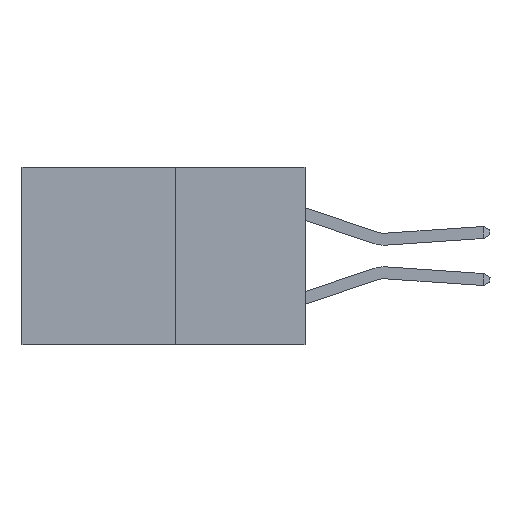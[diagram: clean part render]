
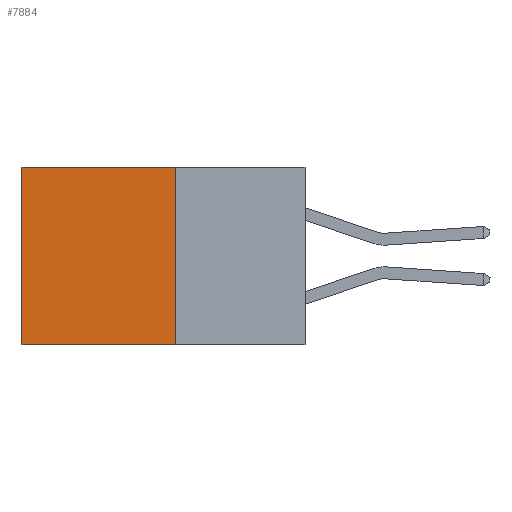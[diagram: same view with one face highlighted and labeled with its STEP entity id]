
A CAD part, left-side view. The second image highlights one B-rep face of the part: STEP entity #7884.
In plain terms, the highlighted planar face has unit normal (-1, 0, 0).
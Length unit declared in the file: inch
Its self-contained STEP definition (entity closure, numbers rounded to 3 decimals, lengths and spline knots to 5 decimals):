
#579 = DIRECTION ( 'NONE',  ( 0., 0., -1. ) ) ;
#808 = VECTOR ( 'NONE', #1585, 39.37008 ) ;
#1585 = DIRECTION ( 'NONE',  ( 0., 0., -1. ) ) ;
#1811 = CARTESIAN_POINT ( 'NONE',  ( 0.277, 0.27, -0.37 ) ) ;
#1827 = ORIENTED_EDGE ( 'NONE', *, *, #8034, .T. ) ;
#2264 = ORIENTED_EDGE ( 'NONE', *, *, #5804, .F. ) ;
#3006 = DIRECTION ( 'NONE',  ( 0., 1., 0. ) ) ;
#3199 = ORIENTED_EDGE ( 'NONE', *, *, #10290, .F. ) ;
#3355 = VECTOR ( 'NONE', #579, 39.37008 ) ;
#3758 = CARTESIAN_POINT ( 'NONE',  ( 0.277, 0.27, 0. ) ) ;
#3777 = LINE ( 'NONE', #8407, #808 ) ;
#3785 = AXIS2_PLACEMENT_3D ( 'NONE', #8392, #7849, #7224 ) ;
#4759 = ORIENTED_EDGE ( 'NONE', *, *, #11379, .T. ) ;
#5804 = EDGE_CURVE ( 'NONE', #11520, #7628, #10813, .T. ) ;
#6559 = CARTESIAN_POINT ( 'NONE',  ( 0.277, 0.27, -0.37 ) ) ;
#7096 = VECTOR ( 'NONE', #3006, 39.37008 ) ;
#7224 = DIRECTION ( 'NONE',  ( 0., 0., -1. ) ) ;
#7535 = CARTESIAN_POINT ( 'NONE',  ( 0.277, 0.59, 0. ) ) ;
#7555 = VERTEX_POINT ( 'NONE', #7535 ) ;
#7628 = VERTEX_POINT ( 'NONE', #10266 ) ;
#7849 = DIRECTION ( 'NONE',  ( 1., 0., 0. ) ) ;
#7884 = ADVANCED_FACE ( 'NONE', ( #9212 ), #9467, .F. ) ;
#8034 = EDGE_CURVE ( 'NONE', #8387, #7555, #9676, .T. ) ;
#8387 = VERTEX_POINT ( 'NONE', #10017 ) ;
#8392 = CARTESIAN_POINT ( 'NONE',  ( 0.277, 0.27, -0.37 ) ) ;
#8407 = CARTESIAN_POINT ( 'NONE',  ( 0.277, 0.59, -0.37 ) ) ;
#8564 = LINE ( 'NONE', #6559, #3355 ) ;
#8580 = VECTOR ( 'NONE', #8824, 39.37008 ) ;
#8824 = DIRECTION ( 'NONE',  ( 0., 1., 0. ) ) ;
#9212 = FACE_OUTER_BOUND ( 'NONE', #11227, .T. ) ;
#9467 = PLANE ( 'NONE',  #3785 ) ;
#9676 = LINE ( 'NONE', #3758, #7096 ) ;
#10017 = CARTESIAN_POINT ( 'NONE',  ( 0.277, 0.27, 0. ) ) ;
#10266 = CARTESIAN_POINT ( 'NONE',  ( 0.277, 0.59, -0.37 ) ) ;
#10290 = EDGE_CURVE ( 'NONE', #8387, #11520, #8564, .T. ) ;
#10813 = LINE ( 'NONE', #11612, #8580 ) ;
#11227 = EDGE_LOOP ( 'NONE', ( #4759, #2264, #3199, #1827 ) ) ;
#11379 = EDGE_CURVE ( 'NONE', #7555, #7628, #3777, .T. ) ;
#11520 = VERTEX_POINT ( 'NONE', #1811 ) ;
#11612 = CARTESIAN_POINT ( 'NONE',  ( 0.277, 0.27, -0.37 ) ) ;
